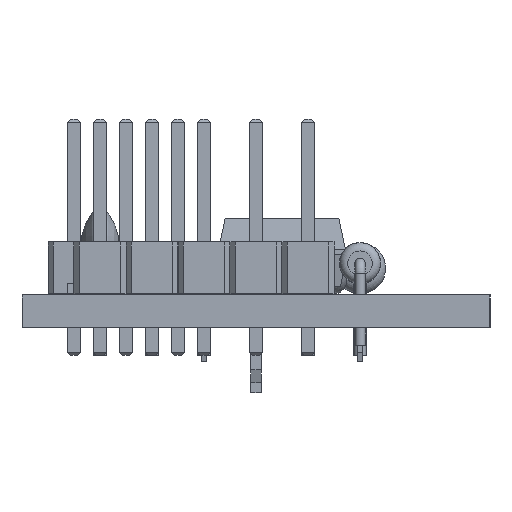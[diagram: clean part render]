
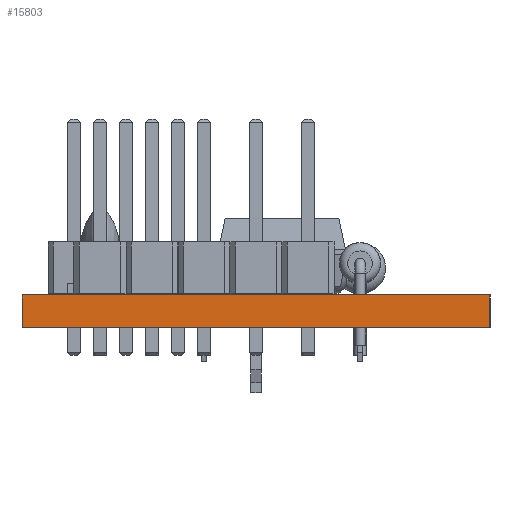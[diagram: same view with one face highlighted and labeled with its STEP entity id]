
A CAD part, left-side view. The second image highlights one B-rep face of the part: STEP entity #15803.
In plain terms, the highlighted planar face has unit normal (-1, 0, 0).
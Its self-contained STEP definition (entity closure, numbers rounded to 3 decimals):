
#15747 = VERTEX_POINT('',#15748);
#15748 = CARTESIAN_POINT('',(-47.73,-11.43,1.6));
#15754 = EDGE_CURVE('',#15755,#15747,#15757,.T.);
#15755 = VERTEX_POINT('',#15756);
#15756 = CARTESIAN_POINT('',(-47.73,-11.43,0.));
#15757 = LINE('',#15758,#15759);
#15758 = CARTESIAN_POINT('',(-47.73,-11.43,0.));
#15759 = VECTOR('',#15760,1.);
#15760 = DIRECTION('',(0.,0.,1.));
#15803 = ADVANCED_FACE('',(#15804),#15829,.T.);
#15804 = FACE_BOUND('',#15805,.T.);
#15805 = EDGE_LOOP('',(#15806,#15807,#15815,#15823));
#15806 = ORIENTED_EDGE('',*,*,#15754,.T.);
#15807 = ORIENTED_EDGE('',*,*,#15808,.T.);
#15808 = EDGE_CURVE('',#15747,#15809,#15811,.T.);
#15809 = VERTEX_POINT('',#15810);
#15810 = CARTESIAN_POINT('',(-47.73,11.43,1.6));
#15811 = LINE('',#15812,#15813);
#15812 = CARTESIAN_POINT('',(-47.73,-11.43,1.6));
#15813 = VECTOR('',#15814,1.);
#15814 = DIRECTION('',(0.,1.,0.));
#15815 = ORIENTED_EDGE('',*,*,#15816,.F.);
#15816 = EDGE_CURVE('',#15817,#15809,#15819,.T.);
#15817 = VERTEX_POINT('',#15818);
#15818 = CARTESIAN_POINT('',(-47.73,11.43,0.));
#15819 = LINE('',#15820,#15821);
#15820 = CARTESIAN_POINT('',(-47.73,11.43,0.));
#15821 = VECTOR('',#15822,1.);
#15822 = DIRECTION('',(0.,0.,1.));
#15823 = ORIENTED_EDGE('',*,*,#15824,.F.);
#15824 = EDGE_CURVE('',#15755,#15817,#15825,.T.);
#15825 = LINE('',#15826,#15827);
#15826 = CARTESIAN_POINT('',(-47.73,-11.43,0.));
#15827 = VECTOR('',#15828,1.);
#15828 = DIRECTION('',(0.,1.,0.));
#15829 = PLANE('',#15830);
#15830 = AXIS2_PLACEMENT_3D('',#15831,#15832,#15833);
#15831 = CARTESIAN_POINT('',(-47.73,-11.43,0.));
#15832 = DIRECTION('',(-1.,0.,0.));
#15833 = DIRECTION('',(0.,1.,0.));
